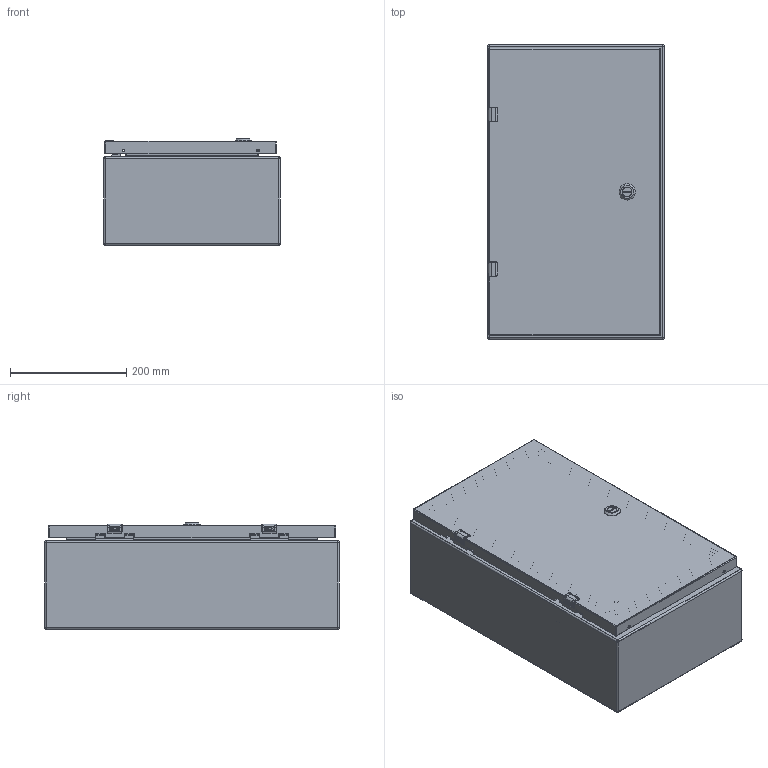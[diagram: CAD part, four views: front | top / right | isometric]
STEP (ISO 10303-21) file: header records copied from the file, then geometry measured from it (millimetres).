
FILE_DESCRIPTION (( 'STEP AP214' ), '1' );
FILE_NAME ('SCE-20EL1206LP.STEP', '2023-08-02T19:18:56', ( '' ), ( '' ), 'SwSTEP 2.0', 'SolidWorks 2021', '' );
FILE_SCHEMA (( 'AUTOMOTIVE_DESIGN' ));
Length unit declared in the file: inch
Products named in the file (1): SCE-20EL1206LP
Bounding box: 304.8 x 508 x 183.53 mm (x, y, z)
Volume: 1686998.1 mm3; surface area: 1608886.1 mm2
Topology: 27 solids, 27 shells, 1235 faces, 3171 edges, 2015 vertices
Faces by surface type: plane 563, cylinder 457, torus 96, cone 52, bspline 43, sphere 24
Full cylindrical faces by diameter (mm): 4.775 x4, 11.113 x4
Entity records: 41127 total; most frequent: CARTESIAN_POINT 10343, DIRECTION 6487, ORIENTED_EDGE 6278, EDGE_CURVE 3139, AXIS2_PLACEMENT_3D 2357, VERTEX_POINT 2015, LINE 1773, VECTOR 1773
